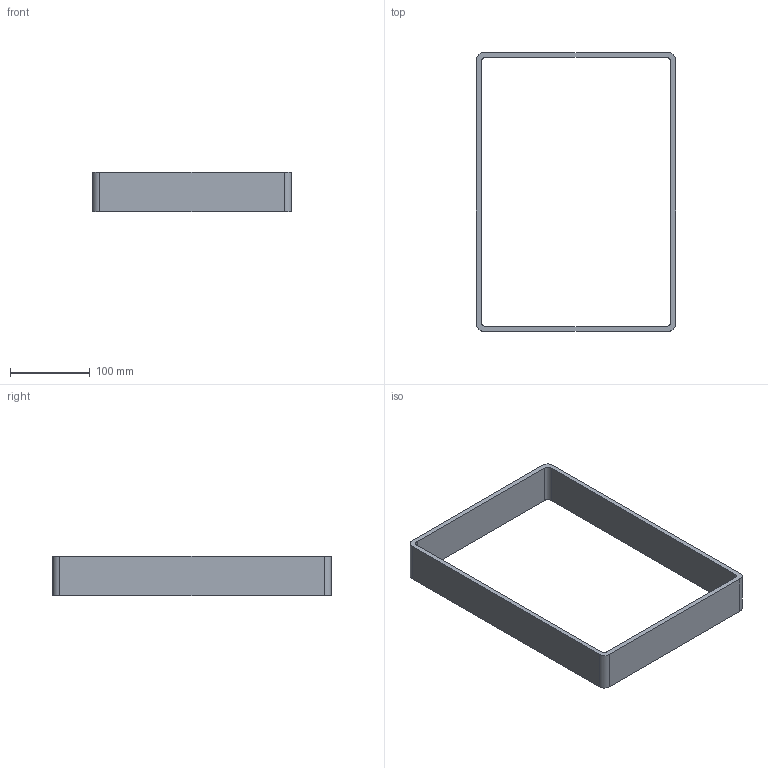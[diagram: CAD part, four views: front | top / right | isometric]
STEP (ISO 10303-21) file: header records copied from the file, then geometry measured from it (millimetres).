
FILE_DESCRIPTION(('FreeCAD Model'),'2;1');
FILE_NAME('Rectangular hollow section 350x250x6 EN10219 S235JRH.step','2015-12-07T20:19:50',('Author'),(''), 'Open CASCADE STEP processor 6.8','FreeCAD','Unknown');
FILE_SCHEMA(('AUTOMOTIVE_DESIGN_CC2 { 1 2 10303 214 -1 1 5 4 }'));
Length unit declared in the file: millimetre
Products named in the file (1): Rectangular_hollow_section_350x250x6_EN10219_S235JRH
Bounding box: 250 x 350 x 50 mm (x, y, z)
Volume: 350868.6 mm3; surface area: 130347.1 mm2
Topology: 1 solids, 1 shells, 18 faces, 48 edges, 32 vertices
Faces by surface type: plane 10, cylinder 8
Entity records: 1217 total; most frequent: DIRECTION 198, CARTESIAN_POINT 195, LINE 112, VECTOR 112, ORIENTED_EDGE 96, PCURVE 96, DEFINITIONAL_REPRESENTATION 96, EDGE_CURVE 48
